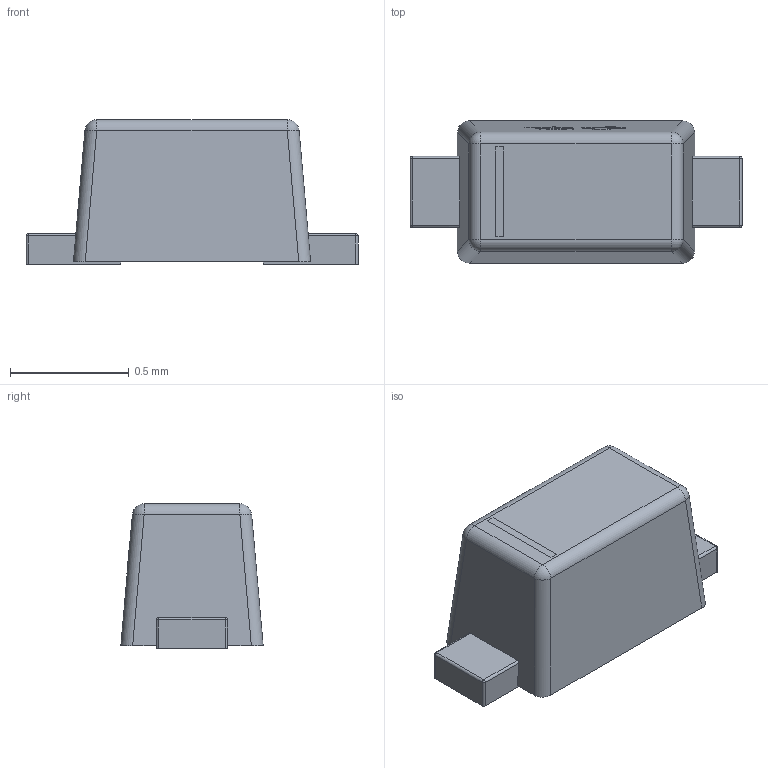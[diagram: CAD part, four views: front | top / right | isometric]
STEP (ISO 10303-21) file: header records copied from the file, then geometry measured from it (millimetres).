
FILE_DESCRIPTION (( 'STEP AP214' ), '1' );
FILE_NAME ('SOD-723_L1.0-W0.6-H0.6-LS1.4-RD.step', '2022-07-29T07:52:45', ( '' ), ( '' ), 'SwSTEP 2.0', 'SolidWorks 2020', '' );
FILE_SCHEMA (( 'AUTOMOTIVE_DESIGN' ));
Length unit declared in the file: millimetre
Products named in the file (1): SOD-723_L1.0-W0.6-H0.6-LS1.4-RD
Bounding box: 1.4 x 0.6 x 0.61 mm (x, y, z)
Volume: 0.3 mm3; surface area: 3.1 mm2
Topology: 1 solids, 1 shells, 269 faces, 725 edges, 474 vertices
Faces by surface type: plane 145, bspline 98, cylinder 18, sphere 8
Entity records: 11828 total; most frequent: CARTESIAN_POINT 2795, ORIENTED_EDGE 1442, DIRECTION 885, EDGE_CURVE 721, VECTOR 485, LINE 485, VERTEX_POINT 474, EDGE_LOOP 289
